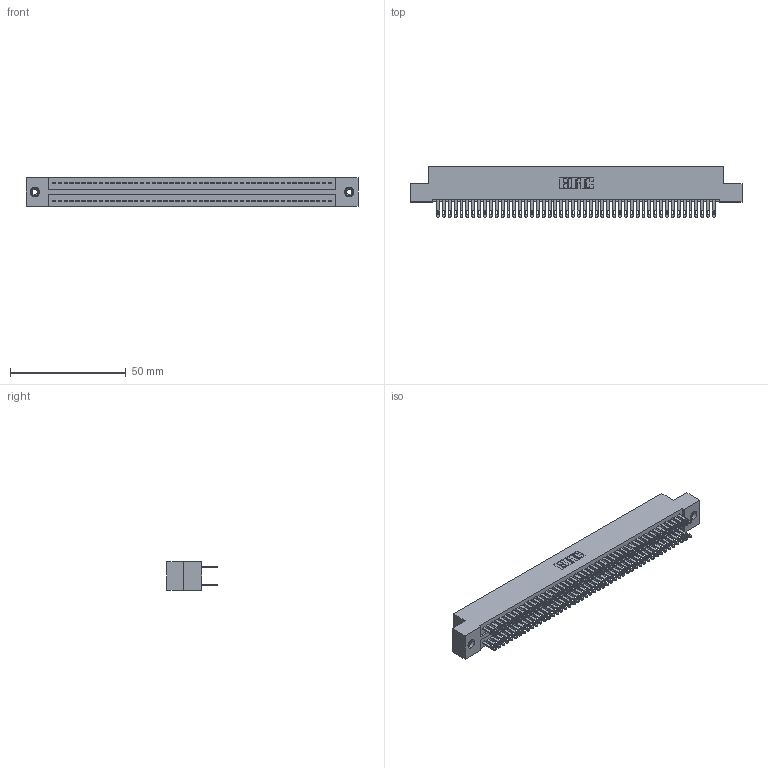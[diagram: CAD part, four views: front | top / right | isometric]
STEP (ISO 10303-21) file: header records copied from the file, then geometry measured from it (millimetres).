
FILE_DESCRIPTION (( 'STEP AP203' ), '1' );
FILE_NAME ('325-096-500-208.STEP', '2020-02-25T06:10:23', ( '' ), ( '' ), 'SwSTEP 2.0', 'SolidWorks 2016', '' );
FILE_SCHEMA (( 'CONFIG_CONTROL_DESIGN' ));
Length unit declared in the file: inch
Products named in the file (4): 345-250-001_345-250-003-102; 325-292-001_325-293-100; 325-096-500-208; 325 Part_TI
Assembly tree (99 placements, depth 2):
  325-096-500-208
    325 Part_TI
    325-292-001_325-293-100  x96
    345-250-001_345-250-003-102  x2
Bounding box: 143.64 x 21.84 x 12.45 mm (x, y, z)
Volume: 18883.6 mm3; surface area: 24015.8 mm2
Topology: 99 solids, 99 shells, 4782 faces, 14559 edges, 9698 vertices
Faces by surface type: plane 2982, cylinder 1784, cone 12, torus 4
Entity records: 31220 total; most frequent: CARTESIAN_POINT 5149, ORIENTED_EDGE 5078, DIRECTION 4421, EDGE_CURVE 2539, LINE 2387, VECTOR 2387, VERTEX_POINT 1688, AXIS2_PLACEMENT_3D 1017
